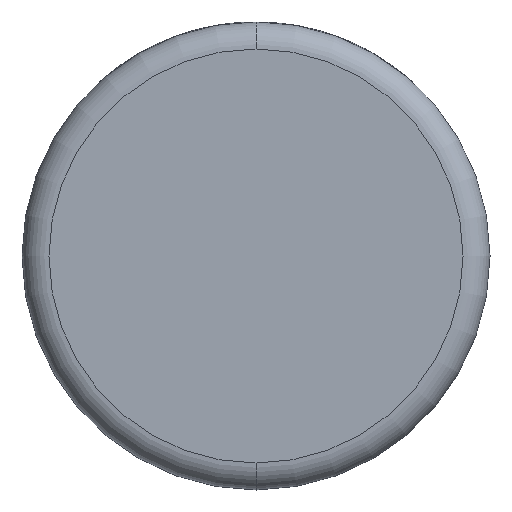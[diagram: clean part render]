
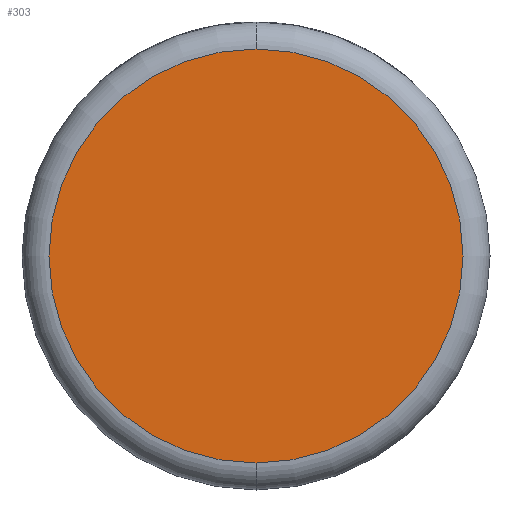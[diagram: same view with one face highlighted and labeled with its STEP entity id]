
A CAD part, front view. The second image highlights one B-rep face of the part: STEP entity #303.
In plain terms, the highlighted planar face has unit normal (0, -1, 0).
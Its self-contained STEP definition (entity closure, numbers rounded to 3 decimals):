
#299 = FACE_OUTER_BOUND ( 'NONE', #2343, .T. ) ;
#303 = ADVANCED_FACE ( 'NONE', ( #299 ), #2047, .F. ) ;
#415 = ORIENTED_EDGE ( 'NONE', *, *, #3203, .T. ) ;
#904 = EDGE_CURVE ( 'NONE', #4747, #2524, #3707, .T. ) ;
#1201 = CARTESIAN_POINT ( 'NONE',  ( 0., 0., 11.502 ) ) ;
#1502 = CARTESIAN_POINT ( 'NONE',  ( 0., 0., 0. ) ) ;
#1542 = CIRCLE ( 'NONE', #4571, 11.502 ) ;
#2047 = PLANE ( 'NONE',  #2218 ) ;
#2162 = CARTESIAN_POINT ( 'NONE',  ( 0., 0., 0. ) ) ;
#2218 = AXIS2_PLACEMENT_3D ( 'NONE', #2162, #4727, #4679 ) ;
#2343 = EDGE_LOOP ( 'NONE', ( #415, #4304 ) ) ;
#2524 = VERTEX_POINT ( 'NONE', #1201 ) ;
#3203 = EDGE_CURVE ( 'NONE', #2524, #4747, #1542, .T. ) ;
#3205 = DIRECTION ( 'NONE',  ( 0., 0., 1. ) ) ;
#3329 = CARTESIAN_POINT ( 'NONE',  ( 0., 0., 0. ) ) ;
#3575 = DIRECTION ( 'NONE',  ( 0., -1., 0. ) ) ;
#3673 = DIRECTION ( 'NONE',  ( 0., 0., 1. ) ) ;
#3707 = CIRCLE ( 'NONE', #4553, 11.502 ) ;
#4304 = ORIENTED_EDGE ( 'NONE', *, *, #904, .T. ) ;
#4373 = DIRECTION ( 'NONE',  ( 0., -1., 0. ) ) ;
#4502 = CARTESIAN_POINT ( 'NONE',  ( 0., 0., -11.502 ) ) ;
#4553 = AXIS2_PLACEMENT_3D ( 'NONE', #1502, #3575, #3673 ) ;
#4571 = AXIS2_PLACEMENT_3D ( 'NONE', #3329, #4373, #3205 ) ;
#4679 = DIRECTION ( 'NONE',  ( 0., 0., 1. ) ) ;
#4727 = DIRECTION ( 'NONE',  ( 0., 1., 0. ) ) ;
#4747 = VERTEX_POINT ( 'NONE', #4502 ) ;
